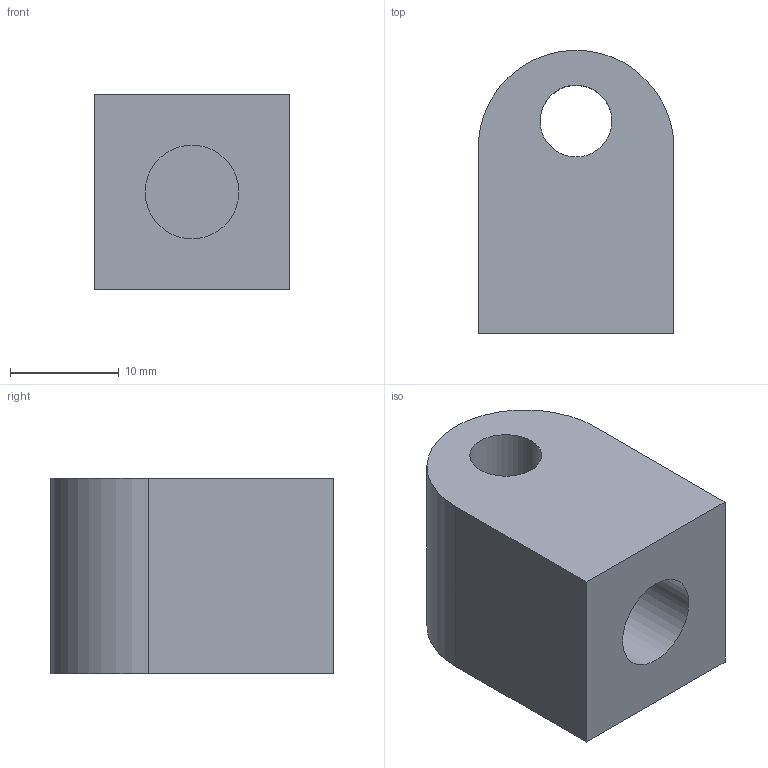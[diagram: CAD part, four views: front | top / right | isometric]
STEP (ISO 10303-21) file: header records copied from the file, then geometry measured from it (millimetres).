
FILE_DESCRIPTION(/* description */ (''),/* implementation_level */ '2;1');
FILE_NAME(/* name */ 'PIVOTP~3',/* time_stamp */ '2020-10-22T14:11:00+02:00',/* author */ (''),/* organization */ (''),/* preprocessor_version */ 'ST-DEVELOPER v16.5',/* originating_system */ '',/* authorisation */ '');
FILE_SCHEMA (('AUTOMOTIVE_DESIGN'));
Length unit declared in the file: millimetre
Products named in the file (1): Document
Bounding box: 18 x 25.99 x 18 mm (x, y, z)
Volume: 6608.8 mm3; surface area: 2888.2 mm2
Topology: 1 solids, 1 shells, 11 faces, 24 edges, 16 vertices
Faces by surface type: bspline 8, plane 3
Entity records: 334 total; most frequent: CARTESIAN_POINT 173, ORIENTED_EDGE 48, EDGE_CURVE 24, VERTEX_POINT 16, EDGE_LOOP 14, ADVANCED_FACE 11, FACE_OUTER_BOUND 11, DIRECTION 7
